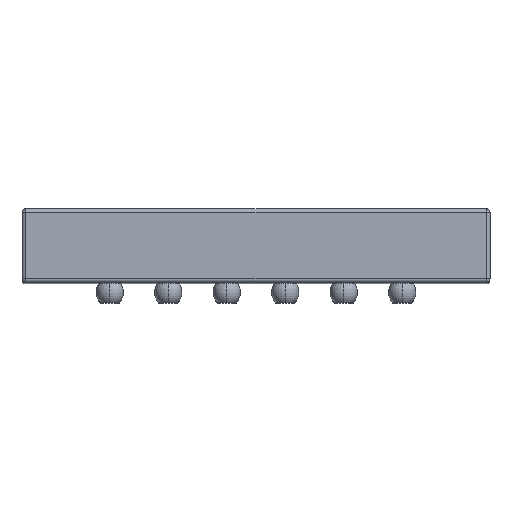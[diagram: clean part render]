
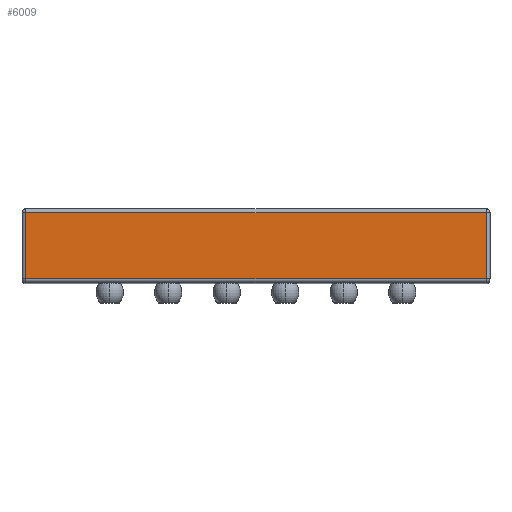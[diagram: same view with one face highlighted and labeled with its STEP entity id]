
A CAD part, top view. The second image highlights one B-rep face of the part: STEP entity #6009.
In plain terms, the highlighted planar face has unit normal (0, 0, 1).
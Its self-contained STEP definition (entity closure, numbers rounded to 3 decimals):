
#30 = DIRECTION ( 'NONE',  ( -1., 0., 0. ) ) ;
#201 = VECTOR ( 'NONE', #2303, 1000. ) ;
#217 = VERTEX_POINT ( 'NONE', #5641 ) ;
#596 = CARTESIAN_POINT ( 'NONE',  ( -2.95, 1.15, 4. ) ) ;
#783 = DIRECTION ( 'NONE',  ( 0., 1., 0. ) ) ;
#877 = CARTESIAN_POINT ( 'NONE',  ( -2.95, 0.3, 4. ) ) ;
#980 = PLANE ( 'NONE',  #4384 ) ;
#999 = CARTESIAN_POINT ( 'NONE',  ( 2.95, 1.15, 4. ) ) ;
#1030 = EDGE_CURVE ( 'NONE', #3630, #1617, #4434, .T. ) ;
#1617 = VERTEX_POINT ( 'NONE', #596 ) ;
#1837 = LINE ( 'NONE', #3410, #201 ) ;
#1861 = CARTESIAN_POINT ( 'NONE',  ( 2.95, 1.2, 4. ) ) ;
#2253 = CARTESIAN_POINT ( 'NONE',  ( -3., 1.15, 4. ) ) ;
#2263 = VERTEX_POINT ( 'NONE', #877 ) ;
#2303 = DIRECTION ( 'NONE',  ( 1., 0., 0. ) ) ;
#2360 = CARTESIAN_POINT ( 'NONE',  ( -2.95, 1.2, 4. ) ) ;
#2382 = ORIENTED_EDGE ( 'NONE', *, *, #1030, .T. ) ;
#2472 = LINE ( 'NONE', #1861, #6272 ) ;
#2713 = EDGE_LOOP ( 'NONE', ( #2382, #3605, #2897, #3109 ) ) ;
#2897 = ORIENTED_EDGE ( 'NONE', *, *, #4794, .T. ) ;
#2940 = EDGE_CURVE ( 'NONE', #217, #3630, #2472, .T. ) ;
#3109 = ORIENTED_EDGE ( 'NONE', *, *, #2940, .T. ) ;
#3326 = DIRECTION ( 'NONE',  ( -1., 0., 0. ) ) ;
#3410 = CARTESIAN_POINT ( 'NONE',  ( -3., 0.3, 4. ) ) ;
#3605 = ORIENTED_EDGE ( 'NONE', *, *, #6164, .T. ) ;
#3630 = VERTEX_POINT ( 'NONE', #999 ) ;
#4026 = VECTOR ( 'NONE', #4587, 1000. ) ;
#4384 = AXIS2_PLACEMENT_3D ( 'NONE', #4979, #7197, #3326 ) ;
#4434 = LINE ( 'NONE', #2253, #5307 ) ;
#4587 = DIRECTION ( 'NONE',  ( 0., -1., 0. ) ) ;
#4794 = EDGE_CURVE ( 'NONE', #2263, #217, #1837, .T. ) ;
#4979 = CARTESIAN_POINT ( 'NONE',  ( -3., 1.2, 4. ) ) ;
#5167 = LINE ( 'NONE', #2360, #4026 ) ;
#5307 = VECTOR ( 'NONE', #30, 1000. ) ;
#5641 = CARTESIAN_POINT ( 'NONE',  ( 2.95, 0.3, 4. ) ) ;
#6009 = ADVANCED_FACE ( 'NONE', ( #7272 ), #980, .F. ) ;
#6164 = EDGE_CURVE ( 'NONE', #1617, #2263, #5167, .T. ) ;
#6272 = VECTOR ( 'NONE', #783, 1000. ) ;
#7197 = DIRECTION ( 'NONE',  ( 0., 0., -1. ) ) ;
#7272 = FACE_OUTER_BOUND ( 'NONE', #2713, .T. ) ;
